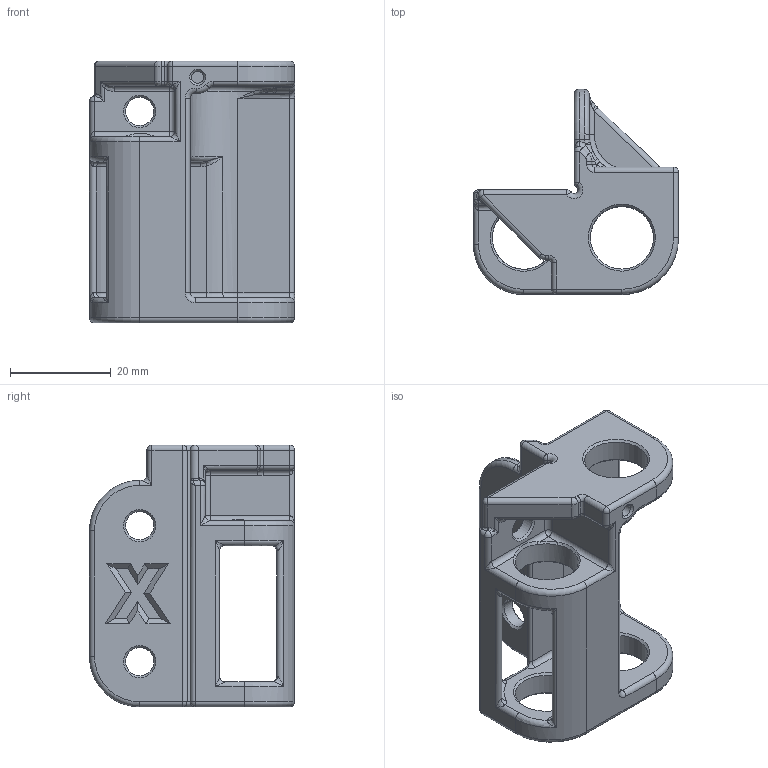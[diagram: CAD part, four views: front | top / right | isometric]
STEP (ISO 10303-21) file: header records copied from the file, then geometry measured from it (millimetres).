
FILE_DESCRIPTION(/* description */ (''),/* implementation_level */ '2;1');
FILE_NAME(/* name */ 'MP_DooKi3_SLM_XY_XDrive_F695_V3_x2.step',/* time_stamp */ '2024-08-07T12:39:32-04:00',/* author */ (''),/* organization */ (''),/* preprocessor_version */ 'ST-DEVELOPER v20',/* originating_system */ 'Autodesk Translation Framework v13.14.0.145',/* authorisation */ '');
FILE_SCHEMA (('AUTOMOTIVE_DESIGN { 1 0 10303 214 3 1 1 }'));
Length unit declared in the file: millimetre
Products named in the file (1): MP_DooKi3_SLM_XY_XDrive_F695_V3_x2
Bounding box: 40.75 x 40.75 x 52 mm (x, y, z)
Volume: 15819.4 mm3; surface area: 10867.9 mm2
Topology: 1 solids, 1 shells, 327 faces, 773 edges, 420 vertices
Faces by surface type: cylinder 120, bspline 72, torus 54, plane 49, cone 17, sphere 15
Full cylindrical faces by diameter (mm): 2.4 x2, 5.6 x3, 12.5 x4
Entity records: 11114 total; most frequent: CARTESIAN_POINT 3909, DIRECTION 1523, ORIENTED_EDGE 1492, EDGE_CURVE 746, AXIS2_PLACEMENT_3D 627, VERTEX_POINT 420, EDGE_LOOP 344, CIRCLE 341
